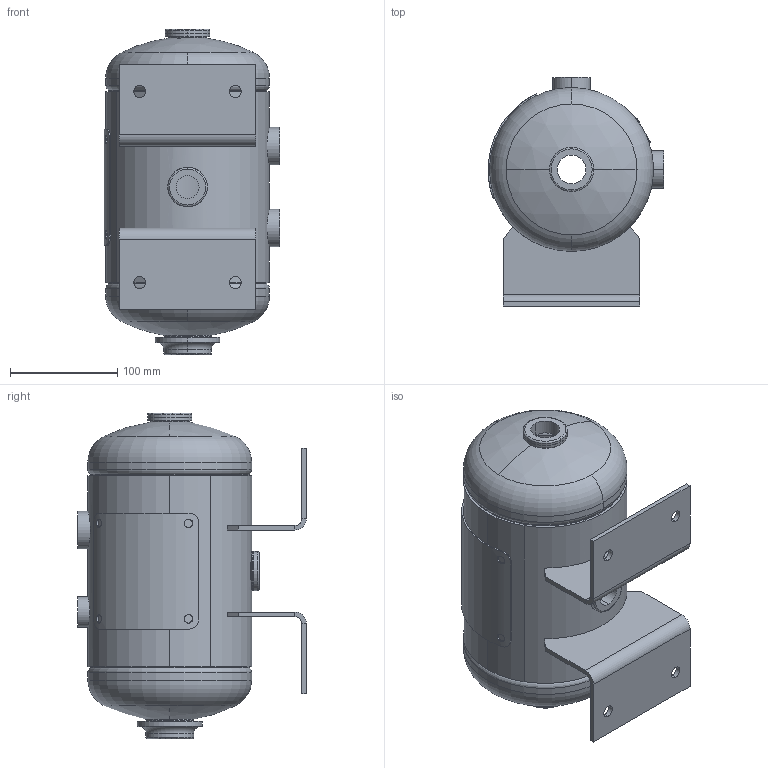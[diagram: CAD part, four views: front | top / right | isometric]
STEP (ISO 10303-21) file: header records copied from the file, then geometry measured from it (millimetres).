
FILE_DESCRIPTION (( 'STEP AP214' ), '1' );
FILE_NAME ('304978.STEP', '2024-03-20T20:32:27', ( '' ), ( '' ), 'SwSTEP 2.0', 'SolidWorks 2022', '' );
FILE_SCHEMA (( 'AUTOMOTIVE_DESIGN' ));
Length unit declared in the file: inch
Products named in the file (12): CPLG_0750H3K; NP-HOR_06; PHOENIX FLAT FLANGE_0500P393; HEAD_06X094JOG; 304978; PHOENIX FLAT FLANGE_0750; CPLG_0500H3K; A88080; 304978-SL; PHOENIX FLAT FLANGE_1000; S36195
Assembly tree (14 placements, depth 2):
  304978
    304978-SL
    HEAD_06X094JOG
    HEAD_06X094JOG
    CPLG_0750H3K  x3
    CPLG_0500H3K
    PHOENIX FLAT FLANGE_1000
    PHOENIX FLAT FLANGE_0750
    PHOENIX FLAT FLANGE_0500P393
    A88080  x2
    S36195
    NP-HOR_06
Bounding box: 163.22 x 212.87 x 302.84 mm (x, y, z)
Volume: 578288.2 mm3; surface area: 429002.8 mm2
Topology: 14 solids, 14 shells, 240 faces, 540 edges, 328 vertices
Faces by surface type: cylinder 88, plane 62, torus 60, bspline 22, sphere 8
Entity records: 12719 total; most frequent: CARTESIAN_POINT 7427, DIRECTION 1069, ORIENTED_EDGE 934, AXIS2_PLACEMENT_3D 474, EDGE_CURVE 467, VERTEX_POINT 282, CIRCLE 272, EDGE_LOOP 243
